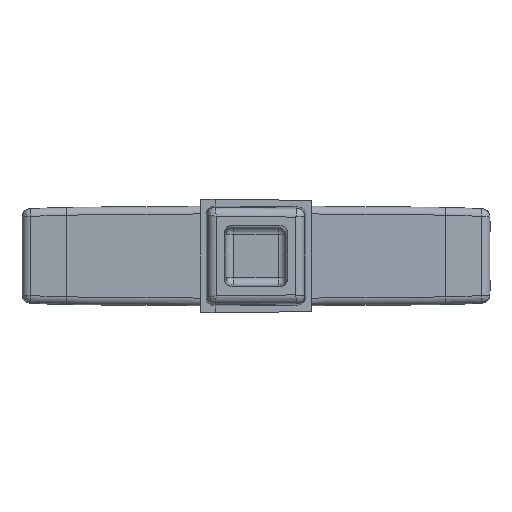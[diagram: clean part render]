
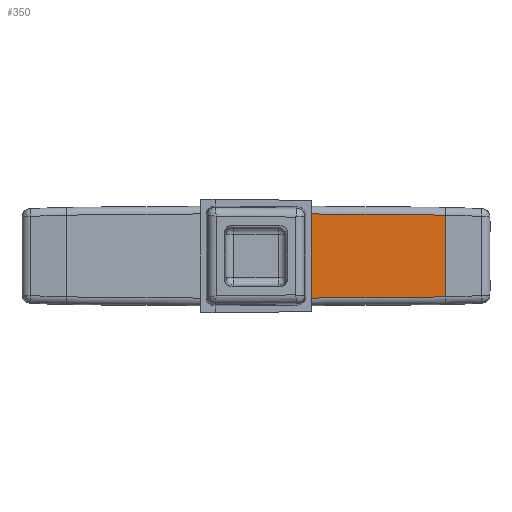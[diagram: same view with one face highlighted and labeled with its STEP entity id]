
A CAD part, left-side view. The second image highlights one B-rep face of the part: STEP entity #350.
In plain terms, the highlighted planar face has unit normal (-1, -0.009, 0).
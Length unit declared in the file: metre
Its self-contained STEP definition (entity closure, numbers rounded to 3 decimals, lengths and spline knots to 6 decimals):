
#350=ADVANCED_FACE('',(#799),#800,.T.);
#799=FACE_OUTER_BOUND('',#1966,.T.);
#800=PLANE('',#1967);
#1966=EDGE_LOOP('',(#4777,#4778,#4779,#4780));
#1967=AXIS2_PLACEMENT_3D('',#4781,#4782,#4783);
#4777=ORIENTED_EDGE('',*,*,#5960,.T.);
#4778=ORIENTED_EDGE('',*,*,#5961,.T.);
#4779=ORIENTED_EDGE('',*,*,#5909,.F.);
#4780=ORIENTED_EDGE('',*,*,#5962,.T.);
#4781=CARTESIAN_POINT('',(-0.011367,0.0,0.011367));
#4782=DIRECTION('',(-1.,-0.009,0.));
#4783=DIRECTION('',(-0.009,1.,0.0));
#5909=EDGE_CURVE('',#6675,#6677,#6678,.T.);
#5960=EDGE_CURVE('',#6744,#6745,#6746,.T.);
#5961=EDGE_CURVE('',#6745,#6677,#6747,.T.);
#5962=EDGE_CURVE('',#6675,#6744,#6748,.T.);
#6675=VERTEX_POINT('',#8306);
#6677=VERTEX_POINT('',#8318);
#6678=LINE('',#8319,#8320);
#6744=VERTEX_POINT('',#8476);
#6745=VERTEX_POINT('',#8477);
#6746=LINE('',#8478,#8479);
#6747=LINE('',#8480,#8481);
#6748=LINE('',#8482,#8483);
#8306=CARTESIAN_POINT('',(-0.011101,-0.03048,0.009323));
#8318=CARTESIAN_POINT('',(-0.011101,-0.03048,-0.009323));
#8319=CARTESIAN_POINT('',(-0.011101,-0.03048,0.));
#8320=VECTOR('',#9679,1.0);
#8476=CARTESIAN_POINT('',(-0.011367,0.0,0.009589));
#8477=CARTESIAN_POINT('',(-0.011367,0.0,-0.009589));
#8478=CARTESIAN_POINT('',(-0.011367,0.0,0.011367));
#8479=VECTOR('',#9725,1.0);
#8480=CARTESIAN_POINT('',(-0.011365,-0.000183,-0.009587));
#8481=VECTOR('',#9726,1.0);
#8482=CARTESIAN_POINT('',(-0.011367,0.000016,0.009589));
#8483=VECTOR('',#9727,1.0);
#9679=DIRECTION('',(0.,0.0,-1.0));
#9725=DIRECTION('',(0.,0.0,-1.0));
#9726=DIRECTION('',(0.009,-1.,0.009));
#9727=DIRECTION('',(-0.009,1.,0.009));
